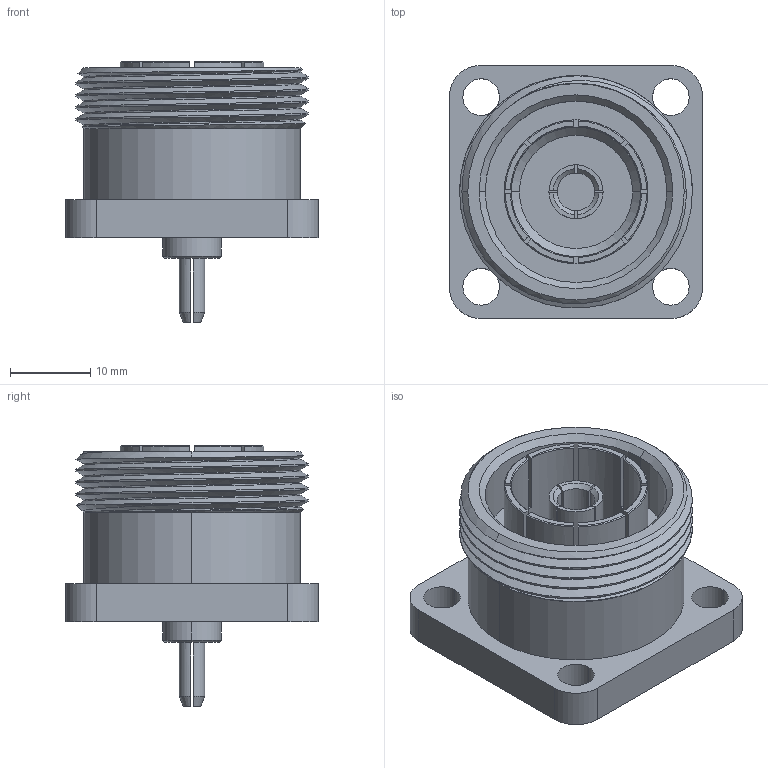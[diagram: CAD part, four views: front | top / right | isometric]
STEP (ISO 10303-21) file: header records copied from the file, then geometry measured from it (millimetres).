
FILE_DESCRIPTION (( 'STEP AP203' ), '1' );
FILE_NAME ('PE44717.step', '2019-08-07T14:20:24', ( '' ), ( '' ), 'SwSTEP 2.0', 'SolidWorks 2018', '' );
FILE_SCHEMA (( 'CONFIG_CONTROL_DESIGN' ));
Length unit declared in the file: inch
Products named in the file (1): PE44717
Bounding box: 31.5 x 31.5 x 32.51 mm (x, y, z)
Volume: 10695 mm3; surface area: 7015.1 mm2
Topology: 1 solids, 1 shells, 152 faces, 418 edges, 276 vertices
Faces by surface type: plane 74, cylinder 41, cone 34, bspline 3
Entity records: 6087 total; most frequent: CARTESIAN_POINT 2155, ORIENTED_EDGE 836, DIRECTION 794, EDGE_CURVE 418, AXIS2_PLACEMENT_3D 304, VERTEX_POINT 276, LINE 186, VECTOR 186
